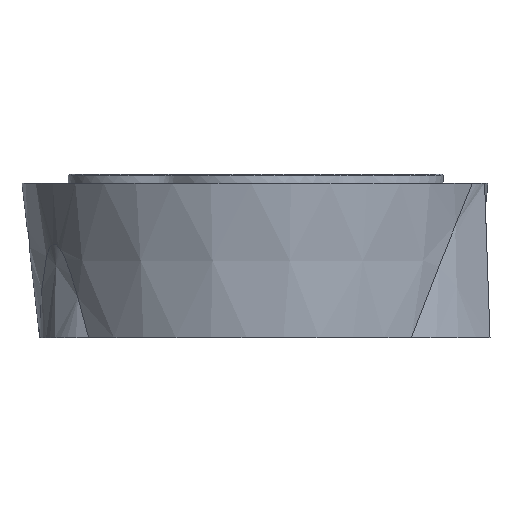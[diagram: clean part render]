
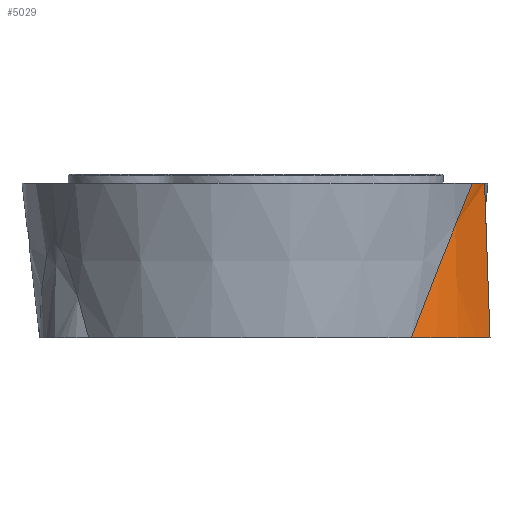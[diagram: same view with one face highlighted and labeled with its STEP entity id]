
A CAD part, front view. The second image highlights one B-rep face of the part: STEP entity #5029.
In plain terms, the highlighted conical face has half-angle 2 degrees and reference radius 28 mm.
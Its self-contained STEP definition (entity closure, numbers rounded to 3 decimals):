
#189 = CONICAL_SURFACE ( 'NONE', #814, 28., 0.035 ) ;
#270 = CARTESIAN_POINT ( 'NONE',  ( 35.663, -15.376, 24.83 ) ) ;
#495 = CARTESIAN_POINT ( 'NONE',  ( 38.7, -11.038, 8.6 ) ) ;
#814 = AXIS2_PLACEMENT_3D ( 'NONE', #4977, #3952, #8113 ) ;
#848 = FACE_OUTER_BOUND ( 'NONE', #8236, .T. ) ;
#882 = ORIENTED_EDGE ( 'NONE', *, *, #4024, .F. ) ;
#1400 = CARTESIAN_POINT ( 'NONE',  ( 30.213, -21.852, 11.142 ) ) ;
#1472 = AXIS2_PLACEMENT_3D ( 'NONE', #11858, #5624, #2744 ) ;
#1816 = ORIENTED_EDGE ( 'NONE', *, *, #9105, .F. ) ;
#2625 = VERTEX_POINT ( 'NONE', #8080 ) ;
#2744 = DIRECTION ( 'NONE',  ( 1., 0., 0. ) ) ;
#2789 = DIRECTION ( 'NONE',  ( 0., 0., -1. ) ) ;
#3361 = CARTESIAN_POINT ( 'NONE',  ( 32.769, -19.298, 17.615 ) ) ;
#3430 = CARTESIAN_POINT ( 'NONE',  ( 29.355, -22.579, 8.945 ) ) ;
#3952 = DIRECTION ( 'NONE',  ( 0., 0., -1. ) ) ;
#4024 = EDGE_CURVE ( 'NONE', #7976, #7304, #4460, .T. ) ;
#4242 = CARTESIAN_POINT ( 'NONE',  ( 31.921, -20.211, 15.477 ) ) ;
#4460 = B_SPLINE_CURVE_WITH_KNOTS ( 'NONE', 3,
 ( #11442, #9620, #12741, #3430, #1400, #4242, #3361, #6496, #7579, #10447, #270, #10711 ),
 .UNSPECIFIED., .F., .F.,
 ( 4, 2, 2, 2, 2, 4 ),
 ( 0.003, 0.01, 0.018, 0.025, 0.029, 0.032 ),
 .UNSPECIFIED. ) ;
#4464 = CARTESIAN_POINT ( 'NONE',  ( 39., -11.1, 0. ) ) ;
#4589 = EDGE_CURVE ( 'NONE', #2625, #7304, #9697, .T. ) ;
#4977 = CARTESIAN_POINT ( 'NONE',  ( 13.294, 0., 0. ) ) ;
#5029 = ADVANCED_FACE ( 'NONE', ( #848 ), #189, .T. ) ;
#5374 = AXIS2_PLACEMENT_3D ( 'NONE', #8038, #2789, #13190 ) ;
#5624 = DIRECTION ( 'NONE',  ( 0., 0., -1. ) ) ;
#6004 = CIRCLE ( 'NONE', #1472, 28. ) ;
#6098 = B_SPLINE_CURVE_WITH_KNOTS ( 'NONE', 3,
 ( #6914, #8763, #495, #11061 ),
 .UNSPECIFIED., .F., .F.,
 ( 4, 4 ),
 ( 0.052, 0.078 ),
 .UNSPECIFIED. ) ;
#6496 = CARTESIAN_POINT ( 'NONE',  ( 34.027, -17.734, 20.763 ) ) ;
#6603 = EDGE_CURVE ( 'NONE', #7568, #7976, #6004, .T. ) ;
#6914 = CARTESIAN_POINT ( 'NONE',  ( 38.099, -10.912, 25.8 ) ) ;
#7304 = VERTEX_POINT ( 'NONE', #7598 ) ;
#7568 = VERTEX_POINT ( 'NONE', #4464 ) ;
#7579 = CARTESIAN_POINT ( 'NONE',  ( 34.444, -17.18, 21.803 ) ) ;
#7598 = CARTESIAN_POINT ( 'NONE',  ( 36.056, -14.706, 25.8 ) ) ;
#7706 = CARTESIAN_POINT ( 'NONE',  ( 25.904, -25., 0. ) ) ;
#7976 = VERTEX_POINT ( 'NONE', #7706 ) ;
#8038 = CARTESIAN_POINT ( 'NONE',  ( 13.294, 0., 25.8 ) ) ;
#8080 = CARTESIAN_POINT ( 'NONE',  ( 38.099, -10.912, 25.8 ) ) ;
#8113 = DIRECTION ( 'NONE',  ( 1., 0., 0. ) ) ;
#8236 = EDGE_LOOP ( 'NONE', ( #882, #11317, #1816, #10689 ) ) ;
#8763 = CARTESIAN_POINT ( 'NONE',  ( 38.399, -10.975, 17.2 ) ) ;
#9105 = EDGE_CURVE ( 'NONE', #2625, #7568, #6098, .T. ) ;
#9620 = CARTESIAN_POINT ( 'NONE',  ( 26.768, -24.475, 2.263 ) ) ;
#9697 = CIRCLE ( 'NONE', #5374, 27.099 ) ;
#10447 = CARTESIAN_POINT ( 'NONE',  ( 35.261, -16.001, 23.835 ) ) ;
#10689 = ORIENTED_EDGE ( 'NONE', *, *, #4589, .T. ) ;
#10711 = CARTESIAN_POINT ( 'NONE',  ( 36.056, -14.706, 25.8 ) ) ;
#11061 = CARTESIAN_POINT ( 'NONE',  ( 39., -11.1, 0. ) ) ;
#11317 = ORIENTED_EDGE ( 'NONE', *, *, #6603, .F. ) ;
#11442 = CARTESIAN_POINT ( 'NONE',  ( 25.904, -25., 0. ) ) ;
#11858 = CARTESIAN_POINT ( 'NONE',  ( 13.294, 0., 0. ) ) ;
#12741 = CARTESIAN_POINT ( 'NONE',  ( 27.632, -23.892, 4.506 ) ) ;
#13190 = DIRECTION ( 'NONE',  ( 1., 0., 0. ) ) ;
